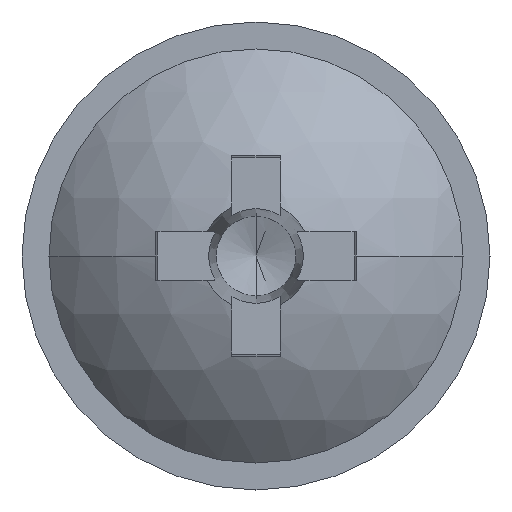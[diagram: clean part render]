
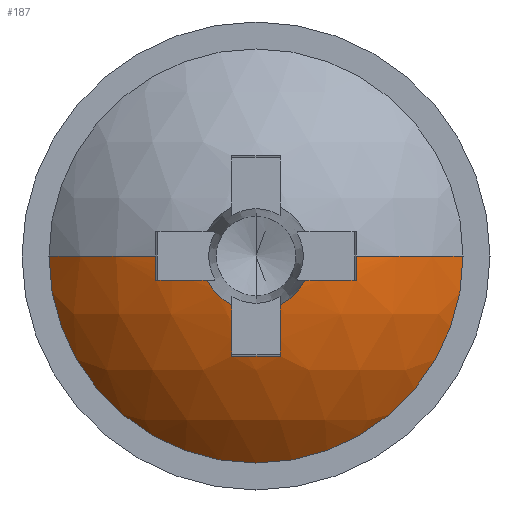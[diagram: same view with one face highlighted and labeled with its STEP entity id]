
A CAD part, left-side view. The second image highlights one B-rep face of the part: STEP entity #187.
In plain terms, the highlighted spherical face has radius 5.8 mm.
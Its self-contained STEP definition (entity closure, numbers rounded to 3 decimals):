
#17 = AXIS2_PLACEMENT_3D ( 'NONE', #607, #608, #609 ) ;
#18 = AXIS2_PLACEMENT_3D ( 'NONE', #610, #611, #612 ) ;
#19 = AXIS2_PLACEMENT_3D ( 'NONE', #613, #614, #615 ) ;
#20 = AXIS2_PLACEMENT_3D ( 'NONE', #617, #618, #619 ) ;
#21 = AXIS2_PLACEMENT_3D ( 'NONE', #622, #623, #624 ) ;
#33 = AXIS2_PLACEMENT_3D ( 'NONE', #683, #684, #685 ) ;
#112 = EDGE_CURVE ( 'NONE', #802, #149, #181, .T. ) ;
#113 = EDGE_CURVE ( 'NONE', #149, #148, #804, .T. ) ;
#114 = EDGE_CURVE ( 'NONE', #173, #148, #122, .T. ) ;
#115 = EDGE_CURVE ( 'NONE', #173, #333, #124, .T. ) ;
#116 = EDGE_CURVE ( 'NONE', #333, #332, #123, .T. ) ;
#117 = EDGE_CURVE ( 'NONE', #156, #332, #125, .T. ) ;
#122 = CIRCLE ( 'NONE', #374, 1.164 ) ;
#123 = CIRCLE ( 'NONE', #376, 5.429 ) ;
#124 = CIRCLE ( 'NONE', #375, 5.777 ) ;
#125 = CIRCLE ( 'NONE', #377, 5.8 ) ;
#141 = SPHERICAL_SURFACE ( 'NONE', #888, 5.8 ) ;
#142 = FACE_OUTER_BOUND ( 'NONE', #313, .T. ) ;
#148 = VERTEX_POINT ( 'NONE', #408 ) ;
#149 = VERTEX_POINT ( 'NONE', #413 ) ;
#151 = VERTEX_POINT ( 'NONE', #414 ) ;
#152 = VERTEX_POINT ( 'NONE', #403 ) ;
#155 = VERTEX_POINT ( 'NONE', #416 ) ;
#156 = VERTEX_POINT ( 'NONE', #417 ) ;
#173 = VERTEX_POINT ( 'NONE', #434 ) ;
#178 = VERTEX_POINT ( 'NONE', #439 ) ;
#179 = VERTEX_POINT ( 'NONE', #440 ) ;
#181 = CIRCLE ( 'NONE', #372, 5.429 ) ;
#187 = ADVANCED_FACE ( 'NONE', ( #142 ), #141, .T. ) ;
#267 = ORIENTED_EDGE ( 'NONE', *, *, #343, .T. ) ;
#268 = ORIENTED_EDGE ( 'NONE', *, *, #344, .T. ) ;
#269 = ORIENTED_EDGE ( 'NONE', *, *, #345, .T. ) ;
#270 = ORIENTED_EDGE ( 'NONE', *, *, #346, .T. ) ;
#271 = ORIENTED_EDGE ( 'NONE', *, *, #369, .F. ) ;
#272 = ORIENTED_EDGE ( 'NONE', *, *, #347, .T. ) ;
#273 = ORIENTED_EDGE ( 'NONE', *, *, #112, .T. ) ;
#274 = ORIENTED_EDGE ( 'NONE', *, *, #113, .T. ) ;
#275 = ORIENTED_EDGE ( 'NONE', *, *, #114, .F. ) ;
#276 = ORIENTED_EDGE ( 'NONE', *, *, #115, .T. ) ;
#277 = ORIENTED_EDGE ( 'NONE', *, *, #116, .T. ) ;
#278 = ORIENTED_EDGE ( 'NONE', *, *, #117, .F. ) ;
#313 = EDGE_LOOP ( 'NONE', ( #267, #268, #269, #270, #271, #272, #273, #274, #275, #276, #277, #278 ) ) ;
#332 = VERTEX_POINT ( 'NONE', #582 ) ;
#333 = VERTEX_POINT ( 'NONE', #583 ) ;
#343 = EDGE_CURVE ( 'NONE', #156, #155, #932, .T. ) ;
#344 = EDGE_CURVE ( 'NONE', #155, #152, #935, .T. ) ;
#345 = EDGE_CURVE ( 'NONE', #152, #151, #936, .T. ) ;
#346 = EDGE_CURVE ( 'NONE', #151, #179, #937, .T. ) ;
#347 = EDGE_CURVE ( 'NONE', #178, #802, #938, .T. ) ;
#369 = EDGE_CURVE ( 'NONE', #178, #179, #965, .T. ) ;
#372 = AXIS2_PLACEMENT_3D ( 'NONE', #379, #380, #381 ) ;
#373 = AXIS2_PLACEMENT_3D ( 'NONE', #382, #383, #384 ) ;
#374 = AXIS2_PLACEMENT_3D ( 'NONE', #385, #386, #387 ) ;
#375 = AXIS2_PLACEMENT_3D ( 'NONE', #388, #389, #390 ) ;
#376 = AXIS2_PLACEMENT_3D ( 'NONE', #392, #393, #394 ) ;
#377 = AXIS2_PLACEMENT_3D ( 'NONE', #396, #397, #398 ) ;
#379 = CARTESIAN_POINT ( 'NONE',  ( 5.838, 0., -2.042 ) ) ;
#380 = DIRECTION ( 'NONE',  ( 0.019, 0., -1. ) ) ;
#381 = DIRECTION ( 'NONE',  ( -1., 0., -0.019 ) ) ;
#382 = CARTESIAN_POINT ( 'NONE',  ( 5.8, 0.515, 0. ) ) ;
#383 = DIRECTION ( 'NONE',  ( 0., 1., 0. ) ) ;
#384 = DIRECTION ( 'NONE',  ( 0., 0., 1. ) ) ;
#385 = CARTESIAN_POINT ( 'NONE',  ( 0.118, 0., 0. ) ) ;
#386 = DIRECTION ( 'NONE',  ( -1., 0., 0. ) ) ;
#387 = DIRECTION ( 'NONE',  ( 0., 0., -1. ) ) ;
#388 = CARTESIAN_POINT ( 'NONE',  ( 5.8, 0., -0.515 ) ) ;
#389 = DIRECTION ( 'NONE',  ( 0., 0., -1. ) ) ;
#390 = DIRECTION ( 'NONE',  ( 0., 1., 0. ) ) ;
#392 = CARTESIAN_POINT ( 'NONE',  ( 5.838, 2.042, 0. ) ) ;
#393 = DIRECTION ( 'NONE',  ( 0.019, 1., 0. ) ) ;
#394 = DIRECTION ( 'NONE',  ( -1., 0.019, 0. ) ) ;
#396 = CARTESIAN_POINT ( 'NONE',  ( 5.8, 0., 0. ) ) ;
#397 = DIRECTION ( 'NONE',  ( 0., 0., 1. ) ) ;
#398 = DIRECTION ( 'NONE',  ( 1., 0., 0. ) ) ;
#403 = CARTESIAN_POINT ( 'NONE',  ( 0.41, -2.142, 0. ) ) ;
#408 = CARTESIAN_POINT ( 'NONE',  ( 0.118, 0.515, -1.044 ) ) ;
#413 = CARTESIAN_POINT ( 'NONE',  ( 0.435, 0.515, -2.142 ) ) ;
#414 = CARTESIAN_POINT ( 'NONE',  ( 0.435, -2.142, -0.515 ) ) ;
#416 = CARTESIAN_POINT ( 'NONE',  ( 2.05, -4.425, 0. ) ) ;
#417 = CARTESIAN_POINT ( 'NONE',  ( 2.05, 4.425, 0. ) ) ;
#434 = CARTESIAN_POINT ( 'NONE',  ( 0.118, 1.044, -0.515 ) ) ;
#439 = CARTESIAN_POINT ( 'NONE',  ( 0.118, -0.515, -1.044 ) ) ;
#440 = CARTESIAN_POINT ( 'NONE',  ( 0.118, -1.044, -0.515 ) ) ;
#453 = DIRECTION ( 'NONE',  ( 0., 0., -1. ) ) ;
#461 = CARTESIAN_POINT ( 'NONE',  ( 5.8, 0., 0. ) ) ;
#463 = DIRECTION ( 'NONE',  ( 0., 1., 0. ) ) ;
#582 = CARTESIAN_POINT ( 'NONE',  ( 0.41, 2.142, 0. ) ) ;
#583 = CARTESIAN_POINT ( 'NONE',  ( 0.435, 2.142, -0.515 ) ) ;
#607 = CARTESIAN_POINT ( 'NONE',  ( 2.05, 0., 0. ) ) ;
#608 = DIRECTION ( 'NONE',  ( -1., 0., 0. ) ) ;
#609 = DIRECTION ( 'NONE',  ( 0., 0., -1. ) ) ;
#610 = CARTESIAN_POINT ( 'NONE',  ( 5.8, 0., 0. ) ) ;
#611 = DIRECTION ( 'NONE',  ( 0., 0., -1. ) ) ;
#612 = DIRECTION ( 'NONE',  ( 0., 1., 0. ) ) ;
#613 = CARTESIAN_POINT ( 'NONE',  ( 5.838, -2.042, 0. ) ) ;
#614 = DIRECTION ( 'NONE',  ( 0.019, -1., 0. ) ) ;
#615 = DIRECTION ( 'NONE',  ( 1., 0.019, 0. ) ) ;
#617 = CARTESIAN_POINT ( 'NONE',  ( 5.8, 0., -0.515 ) ) ;
#618 = DIRECTION ( 'NONE',  ( 0., 0., -1. ) ) ;
#619 = DIRECTION ( 'NONE',  ( 0., 1., 0. ) ) ;
#622 = CARTESIAN_POINT ( 'NONE',  ( 5.8, -0.515, 0. ) ) ;
#623 = DIRECTION ( 'NONE',  ( 0., -1., 0. ) ) ;
#624 = DIRECTION ( 'NONE',  ( 0., 0., -1. ) ) ;
#678 = CARTESIAN_POINT ( 'NONE',  ( 0.435, -0.515, -2.142 ) ) ;
#683 = CARTESIAN_POINT ( 'NONE',  ( 0.118, 0., 0. ) ) ;
#684 = DIRECTION ( 'NONE',  ( -1., 0., 0. ) ) ;
#685 = DIRECTION ( 'NONE',  ( 0., 0., -1. ) ) ;
#802 = VERTEX_POINT ( 'NONE', #678 ) ;
#804 = CIRCLE ( 'NONE', #373, 5.777 ) ;
#888 = AXIS2_PLACEMENT_3D ( 'NONE', #461, #453, #463 ) ;
#932 = CIRCLE ( 'NONE', #17, 4.425 ) ;
#935 = CIRCLE ( 'NONE', #18, 5.8 ) ;
#936 = CIRCLE ( 'NONE', #19, 5.429 ) ;
#937 = CIRCLE ( 'NONE', #20, 5.777 ) ;
#938 = CIRCLE ( 'NONE', #21, 5.777 ) ;
#965 = CIRCLE ( 'NONE', #33, 1.164 ) ;
